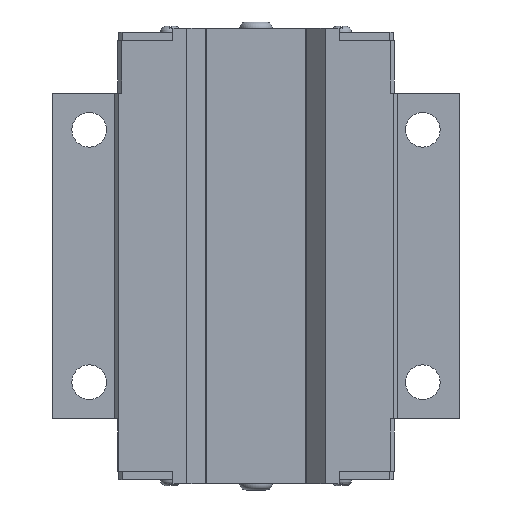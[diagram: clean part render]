
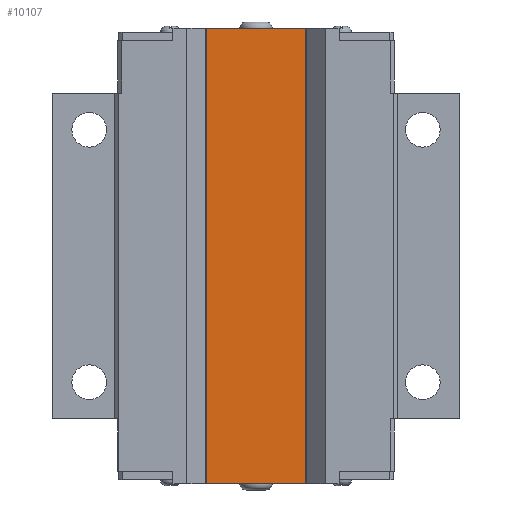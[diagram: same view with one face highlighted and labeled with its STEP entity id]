
A CAD part, front view. The second image highlights one B-rep face of the part: STEP entity #10107.
In plain terms, the highlighted planar face has unit normal (0, -1, 0).
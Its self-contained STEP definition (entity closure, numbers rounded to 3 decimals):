
#1139=FACE_OUTER_BOUND('',#1677,.T.);
#1677=EDGE_LOOP('',(#8780,#8781,#8782,#8783));
#2213=LINE('',#15956,#3199);
#2390=LINE('',#16423,#3376);
#2664=LINE('',#17290,#3650);
#2665=LINE('',#17292,#3651);
#3199=VECTOR('',#11679,10.);
#3376=VECTOR('',#12130,10.);
#3650=VECTOR('',#12748,10.);
#3651=VECTOR('',#12751,10.);
#4218=VERTEX_POINT('',#15954);
#4219=VERTEX_POINT('',#15955);
#4371=VERTEX_POINT('',#16421);
#4372=VERTEX_POINT('',#16422);
#5412=EDGE_CURVE('',#4218,#4219,#2213,.T.);
#5642=EDGE_CURVE('',#4371,#4372,#2390,.T.);
#5986=EDGE_CURVE('',#4219,#4372,#2664,.T.);
#5987=EDGE_CURVE('',#4218,#4371,#2665,.T.);
#8780=ORIENTED_EDGE('',*,*,#5986,.T.);
#8781=ORIENTED_EDGE('',*,*,#5642,.F.);
#8782=ORIENTED_EDGE('',*,*,#5987,.F.);
#8783=ORIENTED_EDGE('',*,*,#5412,.T.);
#9115=PLANE('',#10669);
#10107=ADVANCED_FACE('',(#1139),#9115,.T.);
#10669=AXIS2_PLACEMENT_3D('',#17291,#12749,#12750);
#11679=DIRECTION('',(1.,0.,0.));
#12130=DIRECTION('',(1.,0.,0.));
#12748=DIRECTION('',(0.,0.,1.));
#12749=DIRECTION('center_axis',(0.,-1.,0.));
#12750=DIRECTION('ref_axis',(1.,0.,0.));
#12751=DIRECTION('',(0.,0.,1.));
#15954=CARTESIAN_POINT('',(-12.25,21.5,-56.));
#15955=CARTESIAN_POINT('',(12.25,21.5,-56.));
#15956=CARTESIAN_POINT('',(12.25,21.5,-56.));
#16421=CARTESIAN_POINT('',(-12.25,21.5,56.));
#16422=CARTESIAN_POINT('',(12.25,21.5,56.));
#16423=CARTESIAN_POINT('',(12.25,21.5,56.));
#17290=CARTESIAN_POINT('',(12.25,21.5,0.));
#17291=CARTESIAN_POINT('Origin',(-12.25,21.5,0.));
#17292=CARTESIAN_POINT('',(-12.25,21.5,0.));
